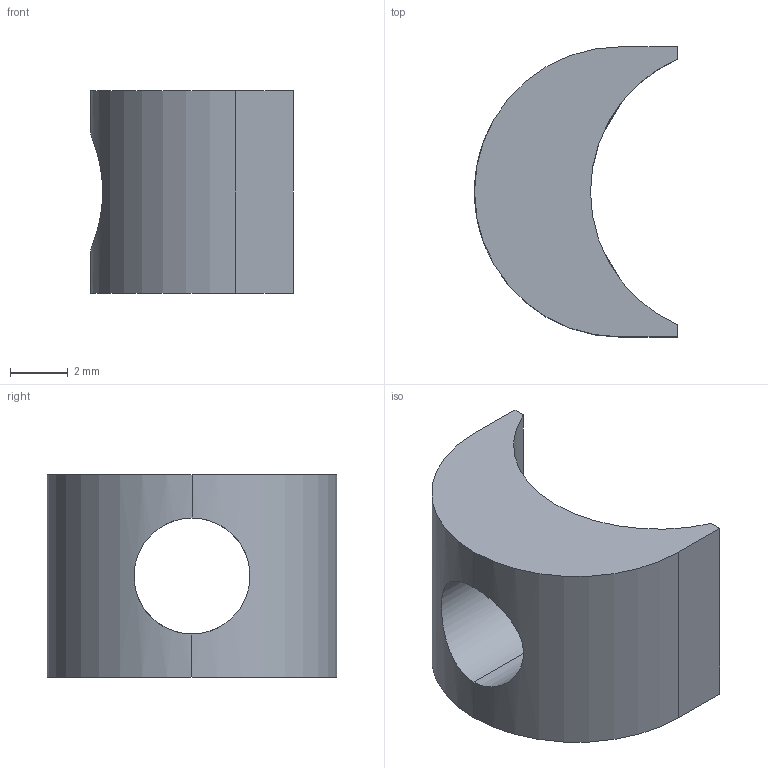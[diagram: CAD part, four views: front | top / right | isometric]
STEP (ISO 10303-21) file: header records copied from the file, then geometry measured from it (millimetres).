
FILE_DESCRIPTION(('STEP AP214'),'1');
FILE_NAME('cale_4mm.stp','2020-07-21T09:36:13',(' '),(' '),'Spatial InterOp 3D',' ',' ');
FILE_SCHEMA(('automotive_design'));
Length unit declared in the file: metre
Products named in the file (2): cale_4mm; id10
Assembly tree (1 placements, depth 2):
  cale_4mm
    id10
Bounding box: 7 x 10 x 7 mm (x, y, z)
Volume: 225.9 mm3; surface area: 328.5 mm2
Topology: 1 solids, 1 shells, 12 faces, 32 edges, 20 vertices
Faces by surface type: cylinder 6, plane 6
Entity records: 600 total; most frequent: CARTESIAN_POINT 150, DIRECTION 64, ORIENTED_EDGE 64, EDGE_CURVE 32, AXIS2_PLACEMENT_3D 22, VERTEX_POINT 20, LINE 20, VECTOR 20
